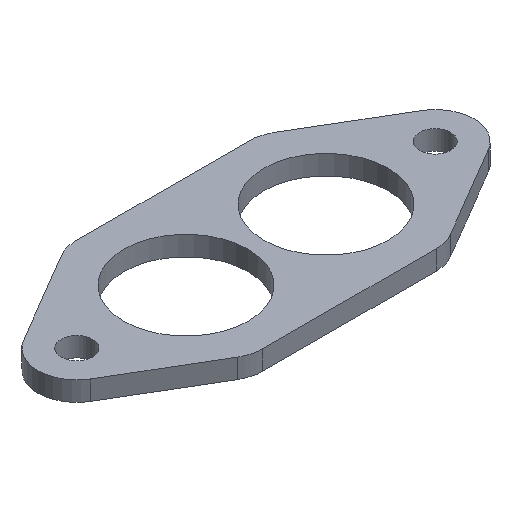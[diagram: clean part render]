
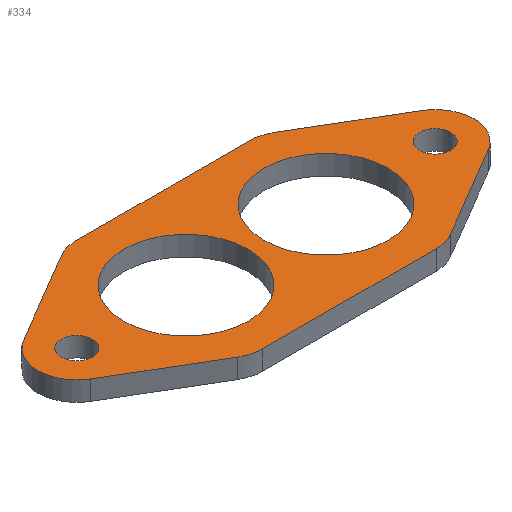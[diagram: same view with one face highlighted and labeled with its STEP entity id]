
A CAD part, isometric view. The second image highlights one B-rep face of the part: STEP entity #334.
In plain terms, the highlighted planar face has unit normal (0, 0, 1).
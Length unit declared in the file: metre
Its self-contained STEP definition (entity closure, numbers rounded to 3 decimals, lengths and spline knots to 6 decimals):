
#13=CIRCLE('',#356,0.01);
#15=CIRCLE('',#362,0.01);
#16=CIRCLE('',#365,0.004);
#18=CIRCLE('',#369,0.016);
#20=CIRCLE('',#372,0.016);
#22=CIRCLE('',#375,0.004);
#24=CIRCLE('',#378,0.01);
#25=CIRCLE('',#379,0.01);
#26=CIRCLE('',#380,0.01);
#27=CIRCLE('',#381,0.01);
#82=ORIENTED_EDGE('',*,*,#162,.F.);
#83=ORIENTED_EDGE('',*,*,#160,.F.);
#84=ORIENTED_EDGE('',*,*,#153,.F.);
#85=ORIENTED_EDGE('',*,*,#166,.T.);
#86=ORIENTED_EDGE('',*,*,#156,.F.);
#87=ORIENTED_EDGE('',*,*,#167,.T.);
#88=ORIENTED_EDGE('',*,*,#130,.T.);
#89=ORIENTED_EDGE('',*,*,#136,.T.);
#90=ORIENTED_EDGE('',*,*,#139,.F.);
#91=ORIENTED_EDGE('',*,*,#168,.T.);
#92=ORIENTED_EDGE('',*,*,#142,.F.);
#93=ORIENTED_EDGE('',*,*,#169,.T.);
#94=ORIENTED_EDGE('',*,*,#144,.T.);
#95=ORIENTED_EDGE('',*,*,#150,.T.);
#96=ORIENTED_EDGE('',*,*,#154,.T.);
#97=ORIENTED_EDGE('',*,*,#164,.F.);
#130=EDGE_CURVE('',#174,#175,#206,.T.);
#136=EDGE_CURVE('',#175,#179,#13,.T.);
#139=EDGE_CURVE('',#181,#179,#213,.T.);
#142=EDGE_CURVE('',#184,#185,#216,.T.);
#144=EDGE_CURVE('',#186,#187,#218,.T.);
#150=EDGE_CURVE('',#187,#191,#15,.T.);
#153=EDGE_CURVE('',#193,#191,#225,.T.);
#154=EDGE_CURVE('',#194,#194,#16,.T.);
#156=EDGE_CURVE('',#196,#197,#226,.T.);
#160=EDGE_CURVE('',#200,#200,#18,.T.);
#162=EDGE_CURVE('',#202,#202,#20,.T.);
#164=EDGE_CURVE('',#204,#204,#22,.T.);
#166=EDGE_CURVE('',#193,#197,#24,.T.);
#167=EDGE_CURVE('',#196,#174,#25,.T.);
#168=EDGE_CURVE('',#181,#185,#26,.T.);
#169=EDGE_CURVE('',#184,#186,#27,.T.);
#174=VERTEX_POINT('',#496);
#175=VERTEX_POINT('',#497);
#179=VERTEX_POINT('',#507);
#181=VERTEX_POINT('',#513);
#184=VERTEX_POINT('',#520);
#185=VERTEX_POINT('',#522);
#186=VERTEX_POINT('',#526);
#187=VERTEX_POINT('',#527);
#191=VERTEX_POINT('',#537);
#193=VERTEX_POINT('',#543);
#194=VERTEX_POINT('',#547);
#196=VERTEX_POINT('',#552);
#197=VERTEX_POINT('',#553);
#200=VERTEX_POINT('',#561);
#202=VERTEX_POINT('',#566);
#204=VERTEX_POINT('',#571);
#206=LINE('',#495,#230);
#213=LINE('',#514,#237);
#216=LINE('',#521,#240);
#218=LINE('',#525,#242);
#225=LINE('',#544,#249);
#226=LINE('',#551,#250);
#230=VECTOR('',#395,1.);
#237=VECTOR('',#410,1.);
#240=VECTOR('',#415,1.);
#242=VECTOR('',#419,1.);
#249=VECTOR('',#434,1.);
#250=VECTOR('',#443,1.);
#270=EDGE_LOOP('',(#82));
#271=EDGE_LOOP('',(#83));
#272=EDGE_LOOP('',(#84,#85,#86,#87,#88,#89,#90,#91,#92,#93,#94,#95));
#273=EDGE_LOOP('',(#96));
#274=EDGE_LOOP('',(#97));
#300=FACE_BOUND('',#270,.T.);
#301=FACE_BOUND('',#271,.T.);
#302=FACE_BOUND('',#272,.T.);
#303=FACE_BOUND('',#273,.T.);
#304=FACE_BOUND('',#274,.T.);
#320=PLANE('',#377);
#334=ADVANCED_FACE('',(#300,#301,#302,#303,#304),#320,.T.);
#356=AXIS2_PLACEMENT_3D('',#508,#404,#405);
#362=AXIS2_PLACEMENT_3D('',#538,#428,#429);
#365=AXIS2_PLACEMENT_3D('',#546,#437,#438);
#369=AXIS2_PLACEMENT_3D('',#560,#449,#450);
#372=AXIS2_PLACEMENT_3D('',#565,#455,#456);
#375=AXIS2_PLACEMENT_3D('',#570,#461,#462);
#377=AXIS2_PLACEMENT_3D('',#574,#465,#466);
#378=AXIS2_PLACEMENT_3D('',#575,#467,#468);
#379=AXIS2_PLACEMENT_3D('',#576,#469,#470);
#380=AXIS2_PLACEMENT_3D('',#577,#471,#472);
#381=AXIS2_PLACEMENT_3D('',#578,#473,#474);
#395=DIRECTION('',(0.861,0.508,0.));
#404=DIRECTION('',(0.,0.,1.));
#405=DIRECTION('',(1.,0.,0.));
#410=DIRECTION('',(0.861,-0.508,0.));
#415=DIRECTION('',(1.,0.,0.));
#419=DIRECTION('',(-0.861,-0.508,0.));
#428=DIRECTION('',(0.,0.,1.));
#429=DIRECTION('',(1.,0.,0.));
#434=DIRECTION('',(-0.861,0.508,0.));
#437=DIRECTION('',(0.,0.,-1.));
#438=DIRECTION('',(1.,0.,0.));
#443=DIRECTION('',(-1.,0.,0.));
#449=DIRECTION('',(0.,0.,1.));
#450=DIRECTION('',(1.,0.,0.));
#455=DIRECTION('',(0.,0.,1.));
#456=DIRECTION('',(1.,0.,0.));
#461=DIRECTION('',(0.,0.,1.));
#462=DIRECTION('',(1.,0.,0.));
#465=DIRECTION('',(0.,0.,1.));
#466=DIRECTION('',(1.,0.,0.));
#467=DIRECTION('',(0.,0.,1.));
#468=DIRECTION('',(1.,0.,0.));
#469=DIRECTION('',(0.,0.,1.));
#470=DIRECTION('',(1.,0.,0.));
#471=DIRECTION('',(0.,0.,1.));
#472=DIRECTION('',(1.,0.,0.));
#473=DIRECTION('',(0.,0.,1.));
#474=DIRECTION('',(1.,0.,0.));
#495=CARTESIAN_POINT('',(0.038041,-0.016306,0.005));
#496=CARTESIAN_POINT('',(0.027351,-0.022613,0.005));
#497=CARTESIAN_POINT('',(0.051081,-0.008613,0.005));
#507=CARTESIAN_POINT('',(0.051081,0.008613,0.005));
#508=CARTESIAN_POINT('',(0.046,0.,0.005));
#513=CARTESIAN_POINT('',(0.027351,0.022613,0.005));
#514=CARTESIAN_POINT('',(0.038041,0.016306,0.005));
#520=CARTESIAN_POINT('',(-0.02227,0.024,0.005));
#521=CARTESIAN_POINT('',(0.0125,0.024,0.005));
#522=CARTESIAN_POINT('',(0.02227,0.024,0.005));
#525=CARTESIAN_POINT('',(-0.038041,0.016306,0.005));
#526=CARTESIAN_POINT('',(-0.027351,0.022613,0.005));
#527=CARTESIAN_POINT('',(-0.051081,0.008613,0.005));
#537=CARTESIAN_POINT('',(-0.051081,-0.008613,0.005));
#538=CARTESIAN_POINT('',(-0.046,0.,0.005));
#543=CARTESIAN_POINT('',(-0.027351,-0.022613,0.005));
#544=CARTESIAN_POINT('',(-0.038041,-0.016306,0.005));
#546=CARTESIAN_POINT('',(-0.046,0.,0.005));
#547=CARTESIAN_POINT('',(-0.042,0.,0.005));
#551=CARTESIAN_POINT('',(-0.0125,-0.024,0.005));
#552=CARTESIAN_POINT('',(0.02227,-0.024,0.005));
#553=CARTESIAN_POINT('',(-0.02227,-0.024,0.005));
#560=CARTESIAN_POINT('',(-0.018,0.,0.005));
#561=CARTESIAN_POINT('',(-0.002,0.,0.005));
#565=CARTESIAN_POINT('',(0.018,0.,0.005));
#566=CARTESIAN_POINT('',(0.034,0.,0.005));
#570=CARTESIAN_POINT('',(0.046,0.,0.005));
#571=CARTESIAN_POINT('',(0.05,0.,0.005));
#574=CARTESIAN_POINT('',(0.,0.,0.005));
#575=CARTESIAN_POINT('',(-0.02227,-0.014,0.005));
#576=CARTESIAN_POINT('',(0.02227,-0.014,0.005));
#577=CARTESIAN_POINT('',(0.02227,0.014,0.005));
#578=CARTESIAN_POINT('',(-0.02227,0.014,0.005));
